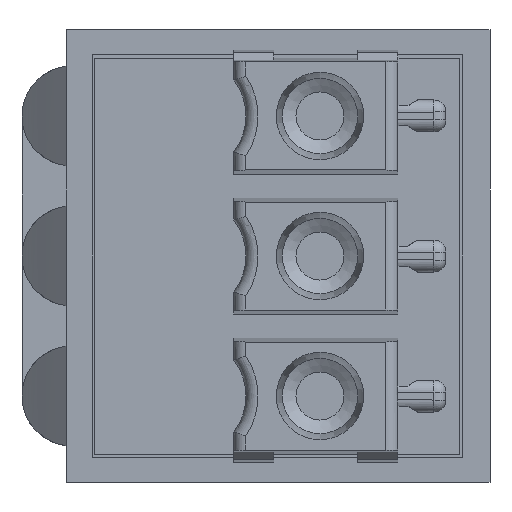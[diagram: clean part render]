
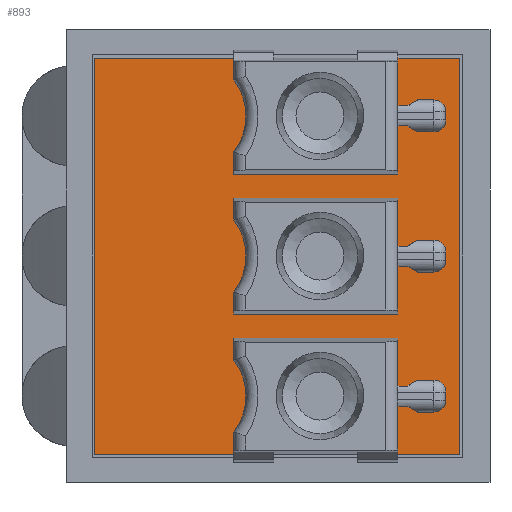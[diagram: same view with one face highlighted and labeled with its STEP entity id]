
A CAD part, front view. The second image highlights one B-rep face of the part: STEP entity #893.
In plain terms, the highlighted planar face has unit normal (0, -1, 0).
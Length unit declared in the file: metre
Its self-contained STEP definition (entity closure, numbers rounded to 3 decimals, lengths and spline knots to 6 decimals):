
#893=ADVANCED_FACE('',(#2547,#2548),#2549,.T.);
#1685=EDGE_CURVE('',#3772,#3773,#3774,.T.);
#1687=EDGE_CURVE('',#3776,#3777,#3778,.T.);
#2547=FACE_OUTER_BOUND('',#4966,.T.);
#2548=FACE_BOUND('',#4967,.T.);
#2549=PLANE('',#4968);
#3754=VERTEX_POINT('',#6325);
#3763=VERTEX_POINT('',#6340);
#3772=VERTEX_POINT('',#6355);
#3773=VERTEX_POINT('',#6356);
#3774=LINE('',#6357,#6358);
#3776=VERTEX_POINT('',#6361);
#3777=VERTEX_POINT('',#6362);
#3778=LINE('',#6363,#6364);
#3789=VERTEX_POINT('',#6382);
#3958=VERTEX_POINT('',#6822);
#4339=VERTEX_POINT('',#7649);
#4342=VERTEX_POINT('',#7654);
#4345=VERTEX_POINT('',#7659);
#4348=VERTEX_POINT('',#7664);
#4453=VERTEX_POINT('',#7833);
#4456=VERTEX_POINT('',#7838);
#4833=VERTEX_POINT('',#8632);
#4966=EDGE_LOOP('',(#8961,#8962,#8963,#8964,#8965,#8966,#8967,#8968,#8969,#8970,#8971,#8972,#8973,#8974,#8975,#8976,#8977,#8978));
#4967=EDGE_LOOP('',(#8979,#8980,#8981,#8982,#8983,#8984));
#4968=AXIS2_PLACEMENT_3D('',#8985,#8986,#8987);
#6325=CARTESIAN_POINT('',(0.0042,0.,-0.0184));
#6340=CARTESIAN_POINT('',(0.0042,0.,-0.01785));
#6355=CARTESIAN_POINT('',(0.000717,0.,-0.0155));
#6356=CARTESIAN_POINT('',(0.000717,0.,-0.0254));
#6357=CARTESIAN_POINT('',(0.000717,0.,0.0545));
#6358=VECTOR('',#12179,1.0);
#6361=CARTESIAN_POINT('',(0.009847,0.,-0.0155));
#6362=CARTESIAN_POINT('',(0.0083,0.,-0.0155));
#6363=CARTESIAN_POINT('',(0.009847,0.,-0.0155));
#6364=VECTOR('',#12180,1.0);
#6382=CARTESIAN_POINT('',(0.009847,0.,-0.0254));
#6822=CARTESIAN_POINT('',(0.0042,0.,-0.0225));
#7649=CARTESIAN_POINT('',(0.0042,0.,-0.019));
#7654=CARTESIAN_POINT('',(0.0042,0.,-0.01955));
#7659=CARTESIAN_POINT('',(0.0042,0.,-0.02135));
#7664=CARTESIAN_POINT('',(0.0042,0.,-0.0219));
#7833=CARTESIAN_POINT('',(0.0042,0.,-0.02305));
#7838=CARTESIAN_POINT('',(0.0042,0.,-0.02485));
#8632=CARTESIAN_POINT('',(0.0042,0.,-0.01605));
#8961=ORIENTED_EDGE('',*,*,#1685,.T.);
#8962=ORIENTED_EDGE('',*,*,#12694,.F.);
#8963=ORIENTED_EDGE('',*,*,#12695,.F.);
#8964=ORIENTED_EDGE('',*,*,#12696,.F.);
#8965=ORIENTED_EDGE('',*,*,#12697,.F.);
#8966=ORIENTED_EDGE('',*,*,#12698,.F.);
#8967=ORIENTED_EDGE('',*,*,#12699,.F.);
#8968=ORIENTED_EDGE('',*,*,#12700,.F.);
#8969=ORIENTED_EDGE('',*,*,#12701,.F.);
#8970=ORIENTED_EDGE('',*,*,#12702,.T.);
#8971=ORIENTED_EDGE('',*,*,#1687,.T.);
#8972=ORIENTED_EDGE('',*,*,#12703,.T.);
#8973=ORIENTED_EDGE('',*,*,#12704,.F.);
#8974=ORIENTED_EDGE('',*,*,#12705,.T.);
#8975=ORIENTED_EDGE('',*,*,#12679,.T.);
#8976=ORIENTED_EDGE('',*,*,#12706,.F.);
#8977=ORIENTED_EDGE('',*,*,#12707,.T.);
#8978=ORIENTED_EDGE('',*,*,#12708,.F.);
#8979=ORIENTED_EDGE('',*,*,#12709,.F.);
#8980=ORIENTED_EDGE('',*,*,#12710,.T.);
#8981=ORIENTED_EDGE('',*,*,#12711,.T.);
#8982=ORIENTED_EDGE('',*,*,#12712,.F.);
#8983=ORIENTED_EDGE('',*,*,#12713,.T.);
#8984=ORIENTED_EDGE('',*,*,#12714,.T.);
#8985=CARTESIAN_POINT('',(0.008632,0.,0.11605));
#8986=DIRECTION('',(0.,-1.0,0.));
#8987=DIRECTION('',(-1.0,0.,0.0));
#12179=DIRECTION('',(0.,0.,-1.0));
#12180=DIRECTION('',(-1.,0.,0.));
#12679=EDGE_CURVE('',#3754,#3763,#13628,.T.);
#12694=EDGE_CURVE('',#13645,#3773,#13646,.T.);
#12695=EDGE_CURVE('',#13647,#13645,#13648,.T.);
#12696=EDGE_CURVE('',#4456,#13647,#13649,.T.);
#12697=EDGE_CURVE('',#4453,#4456,#13650,.T.);
#12698=EDGE_CURVE('',#3958,#4453,#13651,.T.);
#12699=EDGE_CURVE('',#13652,#3958,#13653,.T.);
#12700=EDGE_CURVE('',#13654,#13652,#13655,.T.);
#12701=EDGE_CURVE('',#3789,#13654,#13656,.T.);
#12702=EDGE_CURVE('',#3789,#3776,#13657,.T.);
#12703=EDGE_CURVE('',#3777,#13658,#13659,.T.);
#12704=EDGE_CURVE('',#13660,#13658,#13661,.T.);
#12705=EDGE_CURVE('',#13660,#3754,#13662,.T.);
#12706=EDGE_CURVE('',#4833,#3763,#13663,.T.);
#12707=EDGE_CURVE('',#4833,#13664,#13665,.T.);
#12708=EDGE_CURVE('',#3772,#13664,#13666,.T.);
#12709=EDGE_CURVE('',#13667,#13668,#13669,.T.);
#12710=EDGE_CURVE('',#13667,#4348,#13670,.T.);
#12711=EDGE_CURVE('',#4348,#4345,#13671,.T.);
#12712=EDGE_CURVE('',#4342,#4345,#13672,.T.);
#12713=EDGE_CURVE('',#4342,#4339,#13673,.T.);
#12714=EDGE_CURVE('',#4339,#13668,#13674,.T.);
#13628=LINE('',#14830,#14831);
#13645=VERTEX_POINT('',#14858);
#13646=LINE('',#14859,#14860);
#13647=VERTEX_POINT('',#14861);
#13648=LINE('',#14862,#14863);
#13649=LINE('',#14864,#14865);
#13650=CIRCLE('',#14866,0.0015);
#13651=LINE('',#14867,#14868);
#13652=VERTEX_POINT('',#14869);
#13653=LINE('',#14870,#14871);
#13654=VERTEX_POINT('',#14872);
#13655=LINE('',#14873,#14874);
#13656=LINE('',#14875,#14876);
#13657=LINE('',#14877,#14878);
#13658=VERTEX_POINT('',#14879);
#13659=LINE('',#14880,#14881);
#13660=VERTEX_POINT('',#14882);
#13661=LINE('',#14883,#14884);
#13662=LINE('',#14885,#14886);
#13663=CIRCLE('',#14887,0.0015);
#13664=VERTEX_POINT('',#14888);
#13665=LINE('',#14889,#14890);
#13666=LINE('',#14891,#14892);
#13667=VERTEX_POINT('',#14893);
#13668=VERTEX_POINT('',#14894);
#13669=LINE('',#14895,#14896);
#13670=LINE('',#14897,#14898);
#13671=LINE('',#14899,#14900);
#13672=CIRCLE('',#14901,0.0015);
#13673=LINE('',#14902,#14903);
#13674=LINE('',#14904,#14905);
#14830=CARTESIAN_POINT('',(0.0042,0.,-0.0183));
#14831=VECTOR('',#16413,1.0);
#14858=CARTESIAN_POINT('',(0.0042,0.,-0.0254));
#14859=CARTESIAN_POINT('',(0.004182,0.,-0.0254));
#14860=VECTOR('',#16424,1.0);
#14861=CARTESIAN_POINT('',(0.0042,0.,-0.025241));
#14862=CARTESIAN_POINT('',(0.0042,0.,-0.025241));
#14863=VECTOR('',#16425,1.0);
#14864=CARTESIAN_POINT('',(0.0042,0.,-0.02485));
#14865=VECTOR('',#16426,1.0);
#14866=AXIS2_PLACEMENT_3D('',#16427,#16428,#16429);
#14867=CARTESIAN_POINT('',(0.0042,0.,-0.0225));
#14868=VECTOR('',#16430,1.0);
#14869=CARTESIAN_POINT('',(0.0083,0.,-0.0225));
#14870=CARTESIAN_POINT('',(0.0083,0.,-0.0225));
#14871=VECTOR('',#16431,1.0);
#14872=CARTESIAN_POINT('',(0.0083,0.,-0.0254));
#14873=CARTESIAN_POINT('',(0.0083,0.,-0.0254));
#14874=VECTOR('',#16432,1.0);
#14875=CARTESIAN_POINT('',(0.009847,0.,-0.0254));
#14876=VECTOR('',#16433,1.0);
#14877=CARTESIAN_POINT('',(0.009847,0.,0.051312));
#14878=VECTOR('',#16434,1.0);
#14879=CARTESIAN_POINT('',(0.0083,0.,-0.015612));
#14880=CARTESIAN_POINT('',(0.0083,0.,-0.0155));
#14881=VECTOR('',#16435,1.0);
#14882=CARTESIAN_POINT('',(0.0083,0.,-0.0184));
#14883=CARTESIAN_POINT('',(0.0083,0.,-0.018688));
#14884=VECTOR('',#16436,1.0);
#14885=CARTESIAN_POINT('',(0.0083,0.,-0.0184));
#14886=VECTOR('',#16437,1.0);
#14887=AXIS2_PLACEMENT_3D('',#16438,#16439,#16440);
#14888=CARTESIAN_POINT('',(0.0042,0.,-0.0155));
#14889=CARTESIAN_POINT('',(0.0042,0.,-0.015659));
#14890=VECTOR('',#16441,1.0);
#14891=CARTESIAN_POINT('',(0.000732,0.,-0.0155));
#14892=VECTOR('',#16442,1.0);
#14893=CARTESIAN_POINT('',(0.0083,0.,-0.0219));
#14894=CARTESIAN_POINT('',(0.0083,0.,-0.019));
#14895=CARTESIAN_POINT('',(0.0083,0.,-0.022188));
#14896=VECTOR('',#16443,1.0);
#14897=CARTESIAN_POINT('',(0.0083,0.,-0.0219));
#14898=VECTOR('',#16444,1.0);
#14899=CARTESIAN_POINT('',(0.0042,0.,-0.0218));
#14900=VECTOR('',#16445,1.0);
#14901=AXIS2_PLACEMENT_3D('',#16446,#16447,#16448);
#14902=CARTESIAN_POINT('',(0.0042,0.,-0.01955));
#14903=VECTOR('',#16449,1.0);
#14904=CARTESIAN_POINT('',(0.0042,0.,-0.019));
#14905=VECTOR('',#16450,1.0);
#16413=DIRECTION('',(0.,0.,1.0));
#16424=DIRECTION('',(-1.,0.,0.));
#16425=DIRECTION('',(0.,0.,-1.));
#16426=DIRECTION('',(0.,0.,-1.0));
#16427=CARTESIAN_POINT('',(0.003,0.,-0.02395));
#16428=DIRECTION('',(0.,1.0,0.));
#16429=DIRECTION('',(0.8,0.,0.6));
#16430=DIRECTION('',(0.,0.,-1.0));
#16431=DIRECTION('',(-1.,0.,0.));
#16432=DIRECTION('',(0.,0.,1.0));
#16433=DIRECTION('',(-1.0,0.,0.));
#16434=DIRECTION('',(0.,0.,1.0));
#16435=DIRECTION('',(0.,0.,-1.));
#16436=DIRECTION('',(0.,0.,1.0));
#16437=DIRECTION('',(-1.,0.,0.));
#16438=CARTESIAN_POINT('',(0.003,0.,-0.01695));
#16439=DIRECTION('',(0.,1.0,0.));
#16440=DIRECTION('',(0.8,0.,0.6));
#16441=DIRECTION('',(0.,0.,1.0));
#16442=DIRECTION('',(1.0,0.,0.));
#16443=DIRECTION('',(0.,0.,1.0));
#16444=DIRECTION('',(-1.,0.,0.));
#16445=DIRECTION('',(0.,0.,1.0));
#16446=CARTESIAN_POINT('',(0.003,0.,-0.02045));
#16447=DIRECTION('',(0.,1.0,0.));
#16448=DIRECTION('',(0.8,0.,0.6));
#16449=DIRECTION('',(0.,0.,1.0));
#16450=DIRECTION('',(1.,0.,0.));
